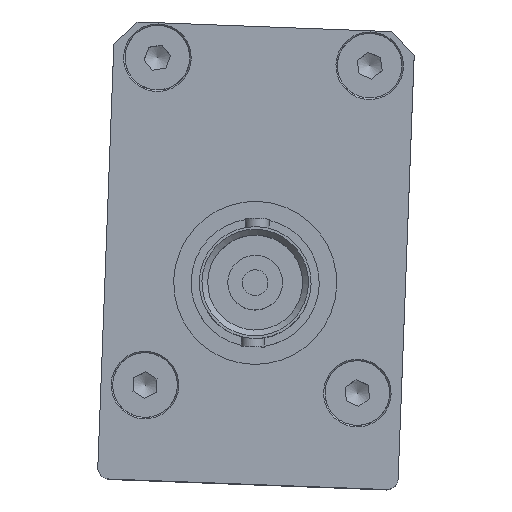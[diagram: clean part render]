
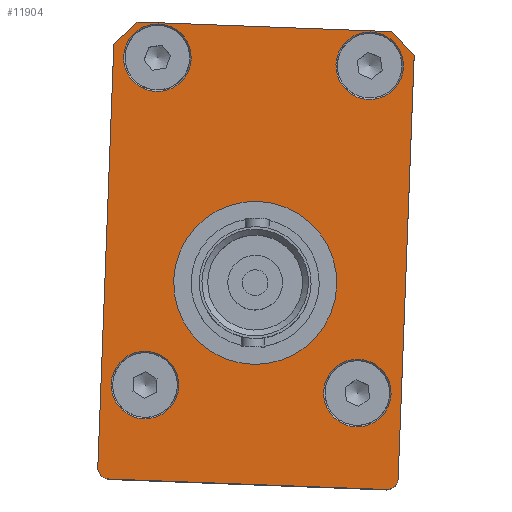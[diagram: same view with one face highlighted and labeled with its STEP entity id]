
A CAD part, top view. The second image highlights one B-rep face of the part: STEP entity #11904.
In plain terms, the highlighted planar face has unit normal (0, 0, 1).
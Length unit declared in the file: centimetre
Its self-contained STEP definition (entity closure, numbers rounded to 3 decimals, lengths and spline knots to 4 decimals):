
#529=FACE_BOUND($,#1740,.T.);
#530=FACE_BOUND($,#1741,.T.);
#531=FACE_BOUND($,#1742,.T.);
#532=FACE_BOUND($,#1743,.T.);
#533=FACE_BOUND($,#1744,.T.);
#534=FACE_BOUND($,#1745,.T.);
#715=CIRCLE($,#12686,0.7);
#716=CIRCLE($,#12687,0.7);
#717=CIRCLE($,#12689,0.1);
#719=CIRCLE($,#12693,0.1);
#722=CIRCLE($,#12697,0.29);
#724=CIRCLE($,#12700,0.29);
#726=CIRCLE($,#12703,0.29);
#728=CIRCLE($,#12706,0.29);
#1740=EDGE_LOOP($,(#8243,#8244));
#1741=EDGE_LOOP($,(#8245,#8246,#8247,#8248,#8249,#8250,#8251,#8252));
#1742=EDGE_LOOP($,(#8253));
#1743=EDGE_LOOP($,(#8254));
#1744=EDGE_LOOP($,(#8255));
#1745=EDGE_LOOP($,(#8256));
#2619=LINE($,#17006,#3810);
#2626=LINE($,#17042,#3817);
#2632=LINE($,#17053,#3823);
#2633=LINE($,#17056,#3824);
#2638=LINE($,#17064,#3829);
#2639=LINE($,#17066,#3830);
#3810=VECTOR($,#14094,2.38);
#3817=VECTOR($,#14133,0.2828);
#3823=VECTOR($,#14141,2.18);
#3824=VECTOR($,#14144,0.2828);
#3829=VECTOR($,#14151,3.63);
#3830=VECTOR($,#14154,3.63);
#5058=VERTEX_POINT($,#16991);
#5059=VERTEX_POINT($,#16992);
#5060=VERTEX_POINT($,#16996);
#5061=VERTEX_POINT($,#16997);
#5064=VERTEX_POINT($,#17005);
#5066=VERTEX_POINT($,#17014);
#5069=VERTEX_POINT($,#17022);
#5071=VERTEX_POINT($,#17027);
#5073=VERTEX_POINT($,#17032);
#5075=VERTEX_POINT($,#17037);
#5076=VERTEX_POINT($,#17040);
#5077=VERTEX_POINT($,#17041);
#5081=VERTEX_POINT($,#17051);
#5082=VERTEX_POINT($,#17055);
#6251=EDGE_CURVE($,#5058,#5059,#715,.T.);
#6252=EDGE_CURVE($,#5059,#5058,#716,.T.);
#6253=EDGE_CURVE($,#5060,#5061,#717,.T.);
#6257=EDGE_CURVE($,#5061,#5064,#2619,.T.);
#6263=EDGE_CURVE($,#5064,#5066,#719,.T.);
#6267=EDGE_CURVE($,#5069,#5069,#722,.T.);
#6269=EDGE_CURVE($,#5071,#5071,#724,.T.);
#6271=EDGE_CURVE($,#5073,#5073,#726,.T.);
#6273=EDGE_CURVE($,#5075,#5075,#728,.T.);
#6274=EDGE_CURVE($,#5076,#5077,#2626,.T.);
#6280=EDGE_CURVE($,#5081,#5076,#2632,.T.);
#6281=EDGE_CURVE($,#5082,#5081,#2633,.T.);
#6286=EDGE_CURVE($,#5077,#5060,#2638,.T.);
#6287=EDGE_CURVE($,#5066,#5082,#2639,.T.);
#8243=ORIENTED_EDGE($,*,*,#6252,.T.);
#8244=ORIENTED_EDGE($,*,*,#6251,.T.);
#8245=ORIENTED_EDGE($,*,*,#6253,.F.);
#8246=ORIENTED_EDGE($,*,*,#6286,.F.);
#8247=ORIENTED_EDGE($,*,*,#6274,.F.);
#8248=ORIENTED_EDGE($,*,*,#6280,.F.);
#8249=ORIENTED_EDGE($,*,*,#6281,.F.);
#8250=ORIENTED_EDGE($,*,*,#6287,.F.);
#8251=ORIENTED_EDGE($,*,*,#6263,.F.);
#8252=ORIENTED_EDGE($,*,*,#6257,.F.);
#8253=ORIENTED_EDGE($,*,*,#6267,.T.);
#8254=ORIENTED_EDGE($,*,*,#6269,.T.);
#8255=ORIENTED_EDGE($,*,*,#6271,.T.);
#8256=ORIENTED_EDGE($,*,*,#6273,.T.);
#10726=PLANE($,#12712);
#11904=ADVANCED_FACE($,(#529,#530,#531,#532,#533,#534),#10726,.T.);
#12686=AXIS2_PLACEMENT_3D($,#16993,#14080,#14081);
#12687=AXIS2_PLACEMENT_3D($,#16994,#14082,#14083);
#12689=AXIS2_PLACEMENT_3D($,#16998,#14086,#14087);
#12693=AXIS2_PLACEMENT_3D($,#17015,#14102,#14103);
#12697=AXIS2_PLACEMENT_3D($,#17023,#14111,#14112);
#12700=AXIS2_PLACEMENT_3D($,#17028,#14117,#14118);
#12703=AXIS2_PLACEMENT_3D($,#17033,#14123,#14124);
#12706=AXIS2_PLACEMENT_3D($,#17038,#14129,#14130);
#12712=AXIS2_PLACEMENT_3D($,#17070,#14157,#14158);
#14080=DIRECTION('center_axis',(0.,0.,
-1.));
#14081=DIRECTION('ref_axis',(0.999,-0.038,0.));
#14082=DIRECTION('center_axis',(0.,0.,
-1.));
#14083=DIRECTION('ref_axis',(0.999,-0.038,0.));
#14086=DIRECTION('center_axis',(0.,0.,
-1.));
#14087=DIRECTION('ref_axis',(0.68,-0.733,0.));
#14094=DIRECTION($,(-0.999,0.038,0.));
#14102=DIRECTION('center_axis',(0.,0.,
-1.));
#14103=DIRECTION('ref_axis',(-0.733,-0.68,0.));
#14111=DIRECTION('center_axis',(0.,0.,
-1.));
#14112=DIRECTION('ref_axis',(-0.999,0.038,0.));
#14117=DIRECTION('center_axis',(0.,0.,
-1.));
#14118=DIRECTION('ref_axis',(-0.999,0.038,0.));
#14123=DIRECTION('center_axis',(0.,0.,
-1.));
#14124=DIRECTION('ref_axis',(-0.999,0.038,0.));
#14129=DIRECTION('center_axis',(0.,0.,
-1.));
#14130=DIRECTION('ref_axis',(-0.999,0.038,0.));
#14133=DIRECTION($,(0.68,-0.733,0.));
#14141=DIRECTION($,(0.999,-0.038,0.));
#14144=DIRECTION($,(0.733,0.68,0.));
#14151=DIRECTION($,(-0.038,-0.999,0.));
#14154=DIRECTION($,(0.038,0.999,0.));
#14157=DIRECTION('center_axis',(0.,0.,
1.));
#14158=DIRECTION('ref_axis',(0.999,-0.038,0.));
#16991=CARTESIAN_POINT('',(16.5774,52.4979,3.6349));
#16992=CARTESIAN_POINT('',(15.1784,52.5509,3.6349));
#16993=CARTESIAN_POINT('Origin',(15.8779,52.5244,3.6349));
#16994=CARTESIAN_POINT('Origin',(15.8779,52.5244,3.6349));
#16996=CARTESIAN_POINT('',(17.1053,50.8468,3.6349));
#16997=CARTESIAN_POINT('',(17.0016,50.7506,3.6349));
#16998=CARTESIAN_POINT('Origin',(17.0053,50.8506,3.6349));
#17005=CARTESIAN_POINT('',(14.6233,50.8407,3.6349));
#17006=CARTESIAN_POINT($,(17.1015,50.7468,3.6349));
#17014=CARTESIAN_POINT('',(14.5271,50.9444,3.6349));
#17015=CARTESIAN_POINT('Origin',(14.627,50.9406,3.6349));
#17022=CARTESIAN_POINT('',(16.5713,54.3995,3.6349));
#17023=CARTESIAN_POINT('Origin',(16.8611,54.3885,3.6349));
#17027=CARTESIAN_POINT('',(14.7486,54.4685,3.6349));
#17028=CARTESIAN_POINT('Origin',(15.0384,54.4576,3.6349));
#17032=CARTESIAN_POINT('',(14.6422,51.6585,3.6349));
#17033=CARTESIAN_POINT('Origin',(14.932,51.6476,3.6349));
#17037=CARTESIAN_POINT('',(16.4649,51.5895,3.6349));
#17038=CARTESIAN_POINT('Origin',(16.7547,51.5786,3.6349));
#17040=CARTESIAN_POINT('',(17.0503,54.6816,3.6349));
#17041=CARTESIAN_POINT('',(17.2426,54.4742,3.6349));
#17042=CARTESIAN_POINT($,(17.3087,54.4029,3.6349));
#17051=CARTESIAN_POINT('',(14.8719,54.7641,3.6349));
#17053=CARTESIAN_POINT($,(14.672,54.7716,3.6349));
#17055=CARTESIAN_POINT('',(14.6645,54.5718,3.6349));
#17056=CARTESIAN_POINT($,(14.5932,54.5057,3.6349));
#17064=CARTESIAN_POINT($,(17.2502,54.674,3.6349));
#17066=CARTESIAN_POINT($,(14.5233,50.8445,3.6349));
#17070=CARTESIAN_POINT('Origin',(15.8868,52.7592,3.6349));
